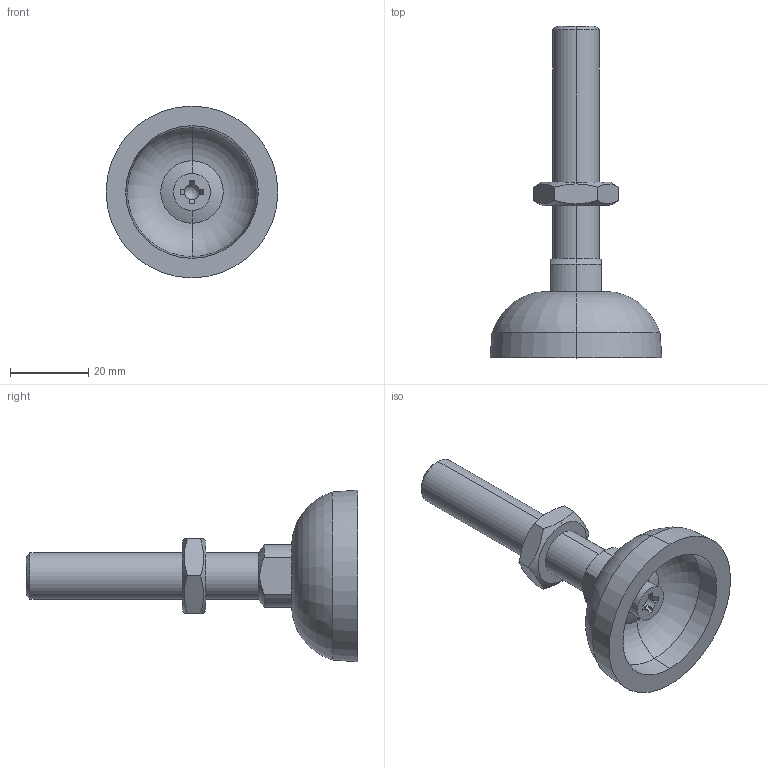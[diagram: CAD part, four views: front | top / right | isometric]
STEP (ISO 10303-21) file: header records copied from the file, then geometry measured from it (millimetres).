
FILE_DESCRIPTION (( 'STEP AP203' ), '1' );
FILE_NAME ('413352061_c_1.STEP', '2023-02-25T04:39:05', ( '' ), ( '' ), 'SwSTEP 2.0', 'SolidWorks 2014', '' );
FILE_SCHEMA (( 'CONFIG_CONTROL_DESIGN' ));
Length unit declared in the file: millimetre
Products named in the file (4): Gelenkfu_X_DF Gewindestange M12x85; 413352061_c_1; DIN 439 - M12 x 1,75; Gelenkfu_X_DF D44 Glocke
Assembly tree (3 placements, depth 2):
  413352061_c_1
    Gelenkfu_X_DF D44 Glocke
    Gelenkfu_X_DF Gewindestange M12x85
    DIN 439 - M12 x 1,75
Bounding box: 44 x 85 x 44 mm (x, y, z)
Volume: 21284.9 mm3; surface area: 9509.3 mm2
Topology: 3 solids, 3 shells, 67 faces, 161 edges, 98 vertices
Faces by surface type: plane 25, cone 20, torus 10, cylinder 9, bspline 3
Entity records: 2528 total; most frequent: CARTESIAN_POINT 577, DIRECTION 341, ORIENTED_EDGE 318, EDGE_CURVE 159, AXIS2_PLACEMENT_3D 138, VERTEX_POINT 98, EDGE_LOOP 71, CIRCLE 68
